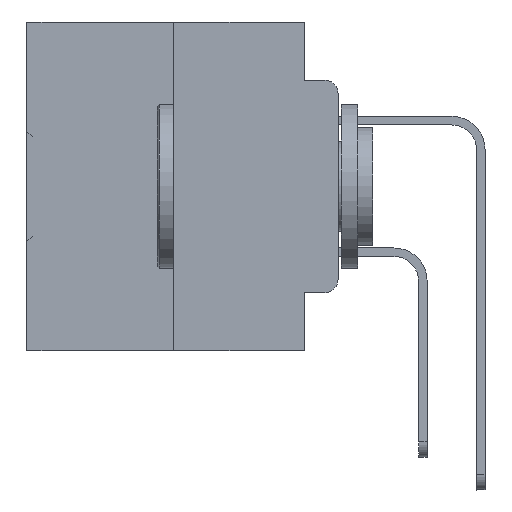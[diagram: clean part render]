
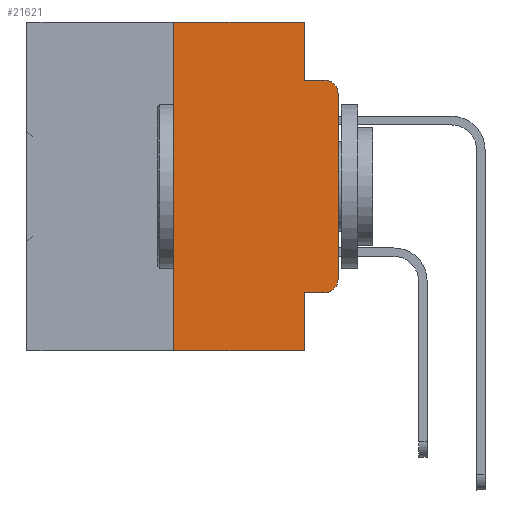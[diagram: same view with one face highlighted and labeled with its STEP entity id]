
A CAD part, left-side view. The second image highlights one B-rep face of the part: STEP entity #21621.
In plain terms, the highlighted planar face has unit normal (-1, 0, 0).
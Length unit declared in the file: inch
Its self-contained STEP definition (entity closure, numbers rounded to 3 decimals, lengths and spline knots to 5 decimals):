
#4 = VERTEX_POINT ( 'NONE', #25281 ) ;
#276 = VECTOR ( 'NONE', #28313, 39.37008 ) ;
#360 = ORIENTED_EDGE ( 'NONE', *, *, #26495, .T. ) ;
#396 = ORIENTED_EDGE ( 'NONE', *, *, #24518, .T. ) ;
#721 = ORIENTED_EDGE ( 'NONE', *, *, #14389, .F. ) ;
#861 = ORIENTED_EDGE ( 'NONE', *, *, #12361, .F. ) ;
#1546 = ORIENTED_EDGE ( 'NONE', *, *, #29282, .F. ) ;
#1693 = ORIENTED_EDGE ( 'NONE', *, *, #10342, .F. ) ;
#1820 = VERTEX_POINT ( 'NONE', #24642 ) ;
#2152 = ORIENTED_EDGE ( 'NONE', *, *, #16194, .T. ) ;
#2191 = ORIENTED_EDGE ( 'NONE', *, *, #37064, .F. ) ;
#2417 = ORIENTED_EDGE ( 'NONE', *, *, #35121, .T. ) ;
#2594 = ORIENTED_EDGE ( 'NONE', *, *, #33142, .T. ) ;
#2710 = LINE ( 'NONE', #34994, #8858 ) ;
#2894 = AXIS2_PLACEMENT_3D ( 'NONE', #28781, #10880, #31826 ) ;
#3444 = VECTOR ( 'NONE', #9091, 39.37008 ) ;
#3695 = VERTEX_POINT ( 'NONE', #21891 ) ;
#4032 = CARTESIAN_POINT ( 'NONE',  ( 0., 0.051, 0. ) ) ;
#4336 = VECTOR ( 'NONE', #10061, 39.37008 ) ;
#4529 = VERTEX_POINT ( 'NONE', #31796 ) ;
#4845 = LINE ( 'NONE', #17737, #27925 ) ;
#6054 = CARTESIAN_POINT ( 'NONE',  ( 0., 0.051, 0. ) ) ;
#6255 = CIRCLE ( 'NONE', #32366, 0.02 ) ;
#7245 = CARTESIAN_POINT ( 'NONE',  ( 0., 0.051, -0.4115 ) ) ;
#8498 = CARTESIAN_POINT ( 'NONE',  ( 0., 0., -0.1085 ) ) ;
#8527 = CARTESIAN_POINT ( 'NONE',  ( 0., 0.473, -0.5 ) ) ;
#8858 = VECTOR ( 'NONE', #14153, 39.37008 ) ;
#9091 = DIRECTION ( 'NONE',  ( 0., 0., -1. ) ) ;
#10061 = DIRECTION ( 'NONE',  ( 0., 0., -1. ) ) ;
#10342 = EDGE_CURVE ( 'NONE', #35331, #34204, #16871, .T. ) ;
#10425 = VERTEX_POINT ( 'NONE', #8498 ) ;
#10880 = DIRECTION ( 'NONE',  ( 1., 0., 0. ) ) ;
#11005 = EDGE_LOOP ( 'NONE', ( #360, #396, #721, #861, #1546, #1693, #2152, #2191, #2417, #2594 ) ) ;
#11222 = DIRECTION ( 'NONE',  ( -1., 0., 0. ) ) ;
#11554 = DIRECTION ( 'NONE',  ( 0., -1., 0. ) ) ;
#11813 = DIRECTION ( 'NONE',  ( 0., -1., 0. ) ) ;
#12025 = DIRECTION ( 'NONE',  ( -1., 0., 0. ) ) ;
#12361 = EDGE_CURVE ( 'NONE', #4, #4529, #36125, .T. ) ;
#14153 = DIRECTION ( 'NONE',  ( 0., -1., 0. ) ) ;
#14389 = EDGE_CURVE ( 'NONE', #4529, #19303, #30473, .T. ) ;
#15012 = CARTESIAN_POINT ( 'NONE',  ( 0., 0.02, -0.0885 ) ) ;
#15653 = VERTEX_POINT ( 'NONE', #35471 ) ;
#16194 = EDGE_CURVE ( 'NONE', #35331, #15653, #32168, .T. ) ;
#16871 = LINE ( 'NONE', #37935, #30871 ) ;
#17259 = CIRCLE ( 'NONE', #30136, 0.02 ) ;
#17380 = VERTEX_POINT ( 'NONE', #29098 ) ;
#17737 = CARTESIAN_POINT ( 'NONE',  ( 0., 0., 0. ) ) ;
#19303 = VERTEX_POINT ( 'NONE', #15012 ) ;
#20826 = CARTESIAN_POINT ( 'NONE',  ( 0., 0.051, -0.0885 ) ) ;
#21621 = ADVANCED_FACE ( 'NONE', ( #33600 ), #22925, .F. ) ;
#21891 = CARTESIAN_POINT ( 'NONE',  ( 0., 0.051, -0.4115 ) ) ;
#22610 = VECTOR ( 'NONE', #11813, 39.37008 ) ;
#22925 = PLANE ( 'NONE',  #2894 ) ;
#23300 = DIRECTION ( 'NONE',  ( 0., 0., 1. ) ) ;
#23793 = DIRECTION ( 'NONE',  ( 0., 0., 1. ) ) ;
#24399 = LINE ( 'NONE', #7245, #276 ) ;
#24518 = EDGE_CURVE ( 'NONE', #10425, #19303, #6255, .T. ) ;
#24642 = CARTESIAN_POINT ( 'NONE',  ( 0., 0.02, -0.4115 ) ) ;
#25281 = CARTESIAN_POINT ( 'NONE',  ( 0., 0.051, 0. ) ) ;
#26495 = EDGE_CURVE ( 'NONE', #17380, #10425, #4845, .T. ) ;
#27071 = CARTESIAN_POINT ( 'NONE',  ( 0., 0.25, 0. ) ) ;
#27925 = VECTOR ( 'NONE', #23793, 39.37008 ) ;
#28313 = DIRECTION ( 'NONE',  ( 0., -1., 0. ) ) ;
#28781 = CARTESIAN_POINT ( 'NONE',  ( 0., 0.473, 0. ) ) ;
#29098 = CARTESIAN_POINT ( 'NONE',  ( 0., 0., -0.3915 ) ) ;
#29224 = CARTESIAN_POINT ( 'NONE',  ( 0., 0.02, -0.1085 ) ) ;
#29282 = EDGE_CURVE ( 'NONE', #34204, #4, #2710, .T. ) ;
#30015 = CARTESIAN_POINT ( 'NONE',  ( 0., 0.02, -0.3915 ) ) ;
#30136 = AXIS2_PLACEMENT_3D ( 'NONE', #30015, #12025, #32940 ) ;
#30473 = LINE ( 'NONE', #20826, #22610 ) ;
#30871 = VECTOR ( 'NONE', #23300, 39.37008 ) ;
#31256 = VECTOR ( 'NONE', #11554, 39.37008 ) ;
#31796 = CARTESIAN_POINT ( 'NONE',  ( 0., 0.051, -0.0885 ) ) ;
#31826 = DIRECTION ( 'NONE',  ( 0., 0., -1. ) ) ;
#32150 = DIRECTION ( 'NONE',  ( 0., 0., -1. ) ) ;
#32168 = LINE ( 'NONE', #8527, #31256 ) ;
#32366 = AXIS2_PLACEMENT_3D ( 'NONE', #29224, #11222, #32150 ) ;
#32940 = DIRECTION ( 'NONE',  ( 0., 0., -1. ) ) ;
#33142 = EDGE_CURVE ( 'NONE', #1820, #17380, #17259, .T. ) ;
#33600 = FACE_OUTER_BOUND ( 'NONE', #11005, .T. ) ;
#34204 = VERTEX_POINT ( 'NONE', #27071 ) ;
#34994 = CARTESIAN_POINT ( 'NONE',  ( 0., 0.473, 0. ) ) ;
#35092 = CARTESIAN_POINT ( 'NONE',  ( 0., 0.25, -0.5 ) ) ;
#35121 = EDGE_CURVE ( 'NONE', #3695, #1820, #24399, .T. ) ;
#35284 = LINE ( 'NONE', #6054, #3444 ) ;
#35331 = VERTEX_POINT ( 'NONE', #35092 ) ;
#35471 = CARTESIAN_POINT ( 'NONE',  ( 0., 0.051, -0.5 ) ) ;
#36125 = LINE ( 'NONE', #4032, #4336 ) ;
#37064 = EDGE_CURVE ( 'NONE', #3695, #15653, #35284, .T. ) ;
#37935 = CARTESIAN_POINT ( 'NONE',  ( 0., 0.25, 0. ) ) ;
